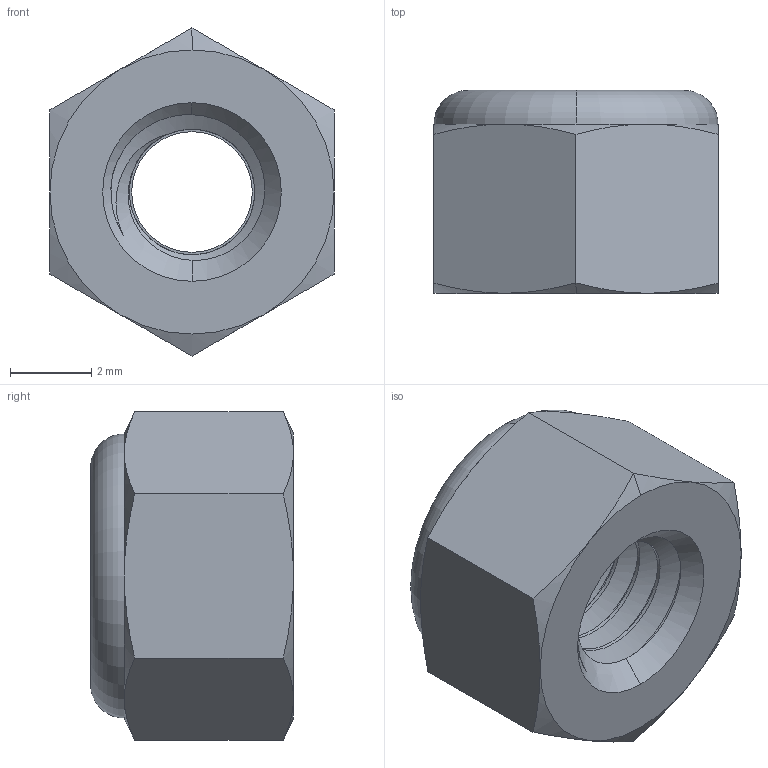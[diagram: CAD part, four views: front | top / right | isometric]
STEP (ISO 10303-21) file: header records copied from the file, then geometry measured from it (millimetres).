
FILE_DESCRIPTION (( 'STEP AP214' ), '1' );
FILE_NAME ('94645A101_High-Strength Steel Nylon-Insert Locknut.STEP', '2022-09-16T18:12:07', ( '' ), ( '' ), 'SwSTEP 2.0', 'SolidWorks 2022', '' );
FILE_SCHEMA (( 'AUTOMOTIVE_DESIGN' ));
Length unit declared in the file: millimetre
Products named in the file (1): 94645A101_High-Strength Steel Nylon-Insert Locknut
Bounding box: 7 x 5 x 8.08 mm (x, y, z)
Volume: 150.9 mm3; surface area: 365.2 mm2
Topology: 2 solids, 2 shells, 53 faces, 126 edges, 79 vertices
Faces by surface type: cylinder 16, cone 16, plane 12, torus 6, bspline 3
Entity records: 4032 total; most frequent: CARTESIAN_POINT 2859, ORIENTED_EDGE 252, DIRECTION 213, EDGE_CURVE 126, AXIS2_PLACEMENT_3D 94, VERTEX_POINT 79, EDGE_LOOP 59, FACE_OUTER_BOUND 53
